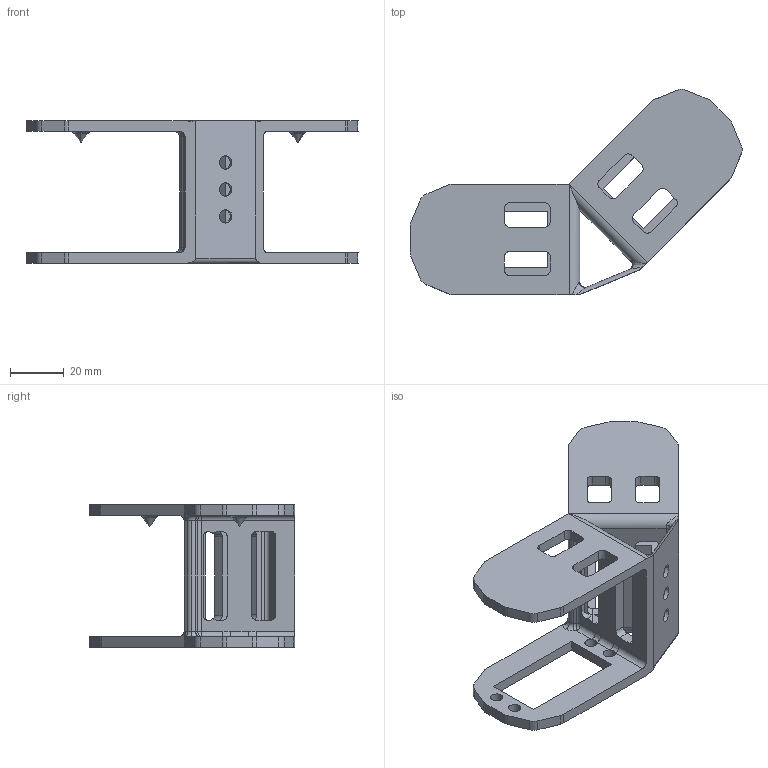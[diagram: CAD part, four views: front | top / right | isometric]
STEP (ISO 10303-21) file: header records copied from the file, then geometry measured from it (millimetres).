
FILE_DESCRIPTION (( 'STEP AP203' ), '1' );
FILE_NAME ('MG996 servo mount 2 with hing (Upper body)_Default_sldprt.STEP', '2024-01-02T12:43:49', ( '' ), ( '' ), 'SwSTEP 2.0', 'SolidWorks 2022', '' );
FILE_SCHEMA (( 'CONFIG_CONTROL_DESIGN' ));
Length unit declared in the file: millimetre
Products named in the file (1): MG996 servo mount 2 with hing (Upper body)_Default_sldprt
Bounding box: 123.16 x 76.16 x 53 mm (x, y, z)
Volume: 39974.7 mm3; surface area: 26898.9 mm2
Topology: 1 solids, 1 shells, 224 faces, 631 edges, 399 vertices
Faces by surface type: cylinder 108, plane 85, bspline 14, torus 9, cone 4, sphere 4
Entity records: 7857 total; most frequent: CARTESIAN_POINT 1884, ORIENTED_EDGE 1254, DIRECTION 1251, EDGE_CURVE 627, AXIS2_PLACEMENT_3D 452, VERTEX_POINT 399, VECTOR 347, LINE 347
